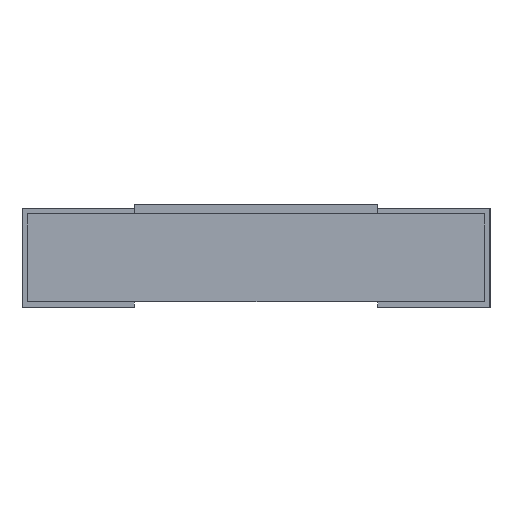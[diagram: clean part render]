
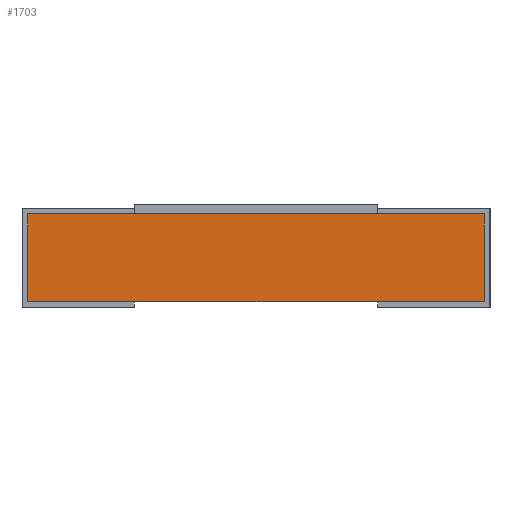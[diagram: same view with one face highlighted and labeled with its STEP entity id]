
A CAD part, left-side view. The second image highlights one B-rep face of the part: STEP entity #1703.
In plain terms, the highlighted planar face has unit normal (-1, 0, 0).
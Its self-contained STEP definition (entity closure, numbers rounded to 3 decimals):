
#176=ORIENTED_EDGE('',*,*,#690,.T.);
#177=ORIENTED_EDGE('',*,*,#691,.F.);
#178=ORIENTED_EDGE('',*,*,#692,.F.);
#179=ORIENTED_EDGE('',*,*,#693,.T.);
#690=EDGE_CURVE('',#947,#948,#1119,.T.);
#691=EDGE_CURVE('',#949,#948,#1120,.T.);
#692=EDGE_CURVE('',#950,#949,#1121,.T.);
#693=EDGE_CURVE('',#950,#947,#1122,.T.);
#947=VERTEX_POINT('',#2805);
#948=VERTEX_POINT('',#2806);
#949=VERTEX_POINT('',#2808);
#950=VERTEX_POINT('',#2810);
#1119=LINE('',#2804,#1252);
#1120=LINE('',#2807,#1253);
#1121=LINE('',#2809,#1254);
#1122=LINE('',#2811,#1255);
#1252=VECTOR('',#2489,1000.);
#1253=VECTOR('',#2490,1000.);
#1254=VECTOR('',#2491,1000.);
#1255=VECTOR('',#2492,1000.);
#1385=EDGE_LOOP('',(#176,#177,#178,#179));
#1500=FACE_BOUND('',#1385,.T.);
#1615=PLANE('',#2394);
#1703=ADVANCED_FACE('',(#1500),#1615,.F.);
#2394=AXIS2_PLACEMENT_3D('',#2803,#2487,#2488);
#2487=DIRECTION('',(1.,0.,0.));
#2488=DIRECTION('',(0.,0.,-1.));
#2489=DIRECTION('',(0.,-1.,0.));
#2490=DIRECTION('',(0.,0.,-1.));
#2491=DIRECTION('',(0.,-1.,0.));
#2492=DIRECTION('',(0.,0.,-1.));
#2803=CARTESIAN_POINT('',(-2.5,1.22,0.5));
#2804=CARTESIAN_POINT('',(-2.5,1.22,0.03));
#2805=CARTESIAN_POINT('',(-2.5,1.22,0.03));
#2806=CARTESIAN_POINT('',(-2.5,-1.22,0.03));
#2807=CARTESIAN_POINT('',(-2.5,-1.22,0.5));
#2808=CARTESIAN_POINT('',(-2.5,-1.22,0.5));
#2809=CARTESIAN_POINT('',(-2.5,1.22,0.5));
#2810=CARTESIAN_POINT('',(-2.5,1.22,0.5));
#2811=CARTESIAN_POINT('',(-2.5,1.22,0.5));
